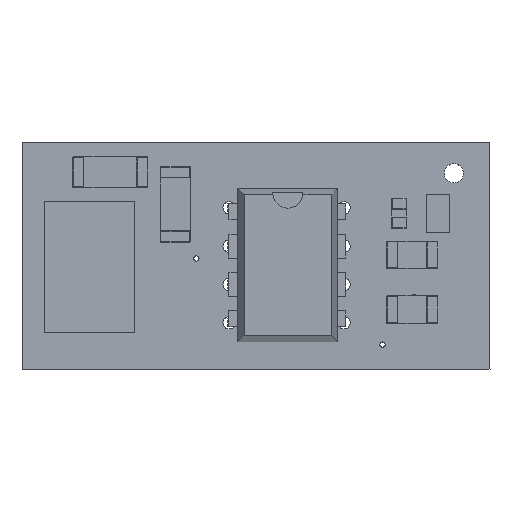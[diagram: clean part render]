
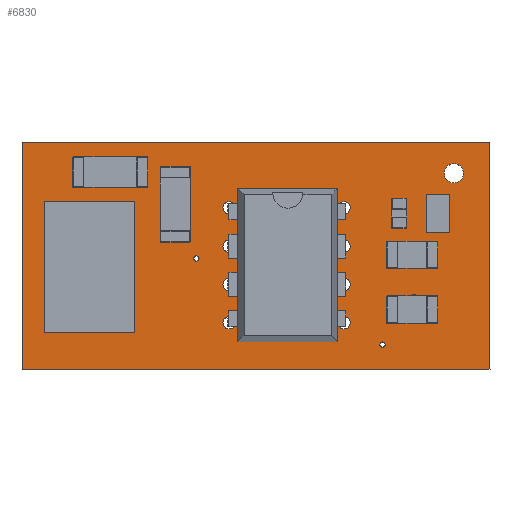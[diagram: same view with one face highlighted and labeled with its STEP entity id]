
A CAD part, top view. The second image highlights one B-rep face of the part: STEP entity #6830.
In plain terms, the highlighted planar face has unit normal (0, 0, 1).
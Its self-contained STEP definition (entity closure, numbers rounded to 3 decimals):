
#160=FACE_BOUND('',#878,.T.);
#161=FACE_BOUND('',#879,.T.);
#162=FACE_BOUND('',#880,.T.);
#163=FACE_BOUND('',#881,.T.);
#164=FACE_BOUND('',#882,.T.);
#165=FACE_BOUND('',#883,.T.);
#166=FACE_BOUND('',#884,.T.);
#167=FACE_BOUND('',#885,.T.);
#168=FACE_BOUND('',#886,.T.);
#169=FACE_BOUND('',#887,.T.);
#170=FACE_BOUND('',#888,.T.);
#171=FACE_BOUND('',#889,.T.);
#172=FACE_BOUND('',#890,.T.);
#173=FACE_BOUND('',#891,.T.);
#174=FACE_BOUND('',#892,.T.);
#175=FACE_BOUND('',#893,.T.);
#176=FACE_BOUND('',#894,.T.);
#177=FACE_BOUND('',#895,.T.);
#178=FACE_BOUND('',#896,.T.);
#220=PLANE('',#7409);
#448=FACE_OUTER_BOUND('',#877,.T.);
#877=EDGE_LOOP('',(#4478,#4479,#4480,#4481));
#878=EDGE_LOOP('',(#4482));
#879=EDGE_LOOP('',(#4483));
#880=EDGE_LOOP('',(#4484));
#881=EDGE_LOOP('',(#4485));
#882=EDGE_LOOP('',(#4486));
#883=EDGE_LOOP('',(#4487));
#884=EDGE_LOOP('',(#4488));
#885=EDGE_LOOP('',(#4489));
#886=EDGE_LOOP('',(#4490));
#887=EDGE_LOOP('',(#4491));
#888=EDGE_LOOP('',(#4492));
#889=EDGE_LOOP('',(#4493));
#890=EDGE_LOOP('',(#4494));
#891=EDGE_LOOP('',(#4495));
#892=EDGE_LOOP('',(#4496));
#893=EDGE_LOOP('',(#4497));
#894=EDGE_LOOP('',(#4498));
#895=EDGE_LOOP('',(#4499));
#896=EDGE_LOOP('',(#4500));
#1360=LINE('',#10314,#2009);
#1363=LINE('',#10320,#2012);
#1366=LINE('',#10326,#2015);
#1369=LINE('',#10330,#2018);
#2009=VECTOR('',#8220,10.);
#2012=VECTOR('',#8225,10.);
#2015=VECTOR('',#8230,10.);
#2018=VECTOR('',#8235,10.);
#2638=CIRCLE('',#7350,0.35);
#2640=CIRCLE('',#7353,0.75);
#2642=CIRCLE('',#7356,0.407);
#2644=CIRCLE('',#7359,0.407);
#2646=CIRCLE('',#7362,0.175);
#2648=CIRCLE('',#7365,0.407);
#2650=CIRCLE('',#7368,0.175);
#2652=CIRCLE('',#7371,0.175);
#2654=CIRCLE('',#7374,0.175);
#2656=CIRCLE('',#7377,0.175);
#2658=CIRCLE('',#7380,0.175);
#2660=CIRCLE('',#7383,0.407);
#2662=CIRCLE('',#7386,0.407);
#2664=CIRCLE('',#7389,0.407);
#2666=CIRCLE('',#7392,0.407);
#2668=CIRCLE('',#7395,0.407);
#2670=CIRCLE('',#7398,0.75);
#2672=CIRCLE('',#7401,0.35);
#2673=CIRCLE('',#7403,0.635);
#2918=VERTEX_POINT('',#10196);
#2920=VERTEX_POINT('',#10202);
#2922=VERTEX_POINT('',#10208);
#2924=VERTEX_POINT('',#10214);
#2926=VERTEX_POINT('',#10220);
#2928=VERTEX_POINT('',#10226);
#2930=VERTEX_POINT('',#10232);
#2932=VERTEX_POINT('',#10238);
#2934=VERTEX_POINT('',#10244);
#2936=VERTEX_POINT('',#10250);
#2938=VERTEX_POINT('',#10256);
#2940=VERTEX_POINT('',#10262);
#2942=VERTEX_POINT('',#10268);
#2944=VERTEX_POINT('',#10274);
#2946=VERTEX_POINT('',#10280);
#2948=VERTEX_POINT('',#10286);
#2950=VERTEX_POINT('',#10292);
#2952=VERTEX_POINT('',#10298);
#2953=VERTEX_POINT('',#10302);
#2957=VERTEX_POINT('',#10311);
#2958=VERTEX_POINT('',#10313);
#2960=VERTEX_POINT('',#10319);
#2962=VERTEX_POINT('',#10325);
#3457=EDGE_CURVE('',#2918,#2918,#2638,.T.);
#3460=EDGE_CURVE('',#2920,#2920,#2640,.T.);
#3463=EDGE_CURVE('',#2922,#2922,#2642,.T.);
#3466=EDGE_CURVE('',#2924,#2924,#2644,.T.);
#3469=EDGE_CURVE('',#2926,#2926,#2646,.T.);
#3472=EDGE_CURVE('',#2928,#2928,#2648,.T.);
#3475=EDGE_CURVE('',#2930,#2930,#2650,.T.);
#3478=EDGE_CURVE('',#2932,#2932,#2652,.T.);
#3481=EDGE_CURVE('',#2934,#2934,#2654,.T.);
#3484=EDGE_CURVE('',#2936,#2936,#2656,.T.);
#3487=EDGE_CURVE('',#2938,#2938,#2658,.T.);
#3490=EDGE_CURVE('',#2940,#2940,#2660,.T.);
#3493=EDGE_CURVE('',#2942,#2942,#2662,.T.);
#3496=EDGE_CURVE('',#2944,#2944,#2664,.T.);
#3499=EDGE_CURVE('',#2946,#2946,#2666,.T.);
#3502=EDGE_CURVE('',#2948,#2948,#2668,.T.);
#3505=EDGE_CURVE('',#2950,#2950,#2670,.T.);
#3508=EDGE_CURVE('',#2952,#2952,#2672,.T.);
#3509=EDGE_CURVE('',#2953,#2953,#2673,.T.);
#3514=EDGE_CURVE('',#2958,#2957,#1360,.T.);
#3517=EDGE_CURVE('',#2960,#2958,#1363,.T.);
#3520=EDGE_CURVE('',#2962,#2960,#1366,.T.);
#3523=EDGE_CURVE('',#2957,#2962,#1369,.T.);
#4478=ORIENTED_EDGE('',*,*,#3523,.T.);
#4479=ORIENTED_EDGE('',*,*,#3520,.T.);
#4480=ORIENTED_EDGE('',*,*,#3517,.T.);
#4481=ORIENTED_EDGE('',*,*,#3514,.T.);
#4482=ORIENTED_EDGE('',*,*,#3457,.T.);
#4483=ORIENTED_EDGE('',*,*,#3460,.T.);
#4484=ORIENTED_EDGE('',*,*,#3463,.T.);
#4485=ORIENTED_EDGE('',*,*,#3466,.T.);
#4486=ORIENTED_EDGE('',*,*,#3469,.T.);
#4487=ORIENTED_EDGE('',*,*,#3472,.T.);
#4488=ORIENTED_EDGE('',*,*,#3475,.T.);
#4489=ORIENTED_EDGE('',*,*,#3478,.T.);
#4490=ORIENTED_EDGE('',*,*,#3481,.T.);
#4491=ORIENTED_EDGE('',*,*,#3484,.T.);
#4492=ORIENTED_EDGE('',*,*,#3487,.T.);
#4493=ORIENTED_EDGE('',*,*,#3490,.T.);
#4494=ORIENTED_EDGE('',*,*,#3493,.T.);
#4495=ORIENTED_EDGE('',*,*,#3496,.T.);
#4496=ORIENTED_EDGE('',*,*,#3499,.T.);
#4497=ORIENTED_EDGE('',*,*,#3502,.T.);
#4498=ORIENTED_EDGE('',*,*,#3505,.T.);
#4499=ORIENTED_EDGE('',*,*,#3508,.T.);
#4500=ORIENTED_EDGE('',*,*,#3509,.T.);
#6830=ADVANCED_FACE('',(#448,#160,#161,#162,#163,#164,#165,#166,#167,#168,
#169,#170,#171,#172,#173,#174,#175,#176,#177,#178),#220,.T.);
#7350=AXIS2_PLACEMENT_3D('',#10198,#8088,#8089);
#7353=AXIS2_PLACEMENT_3D('',#10204,#8095,#8096);
#7356=AXIS2_PLACEMENT_3D('',#10210,#8102,#8103);
#7359=AXIS2_PLACEMENT_3D('',#10216,#8109,#8110);
#7362=AXIS2_PLACEMENT_3D('',#10222,#8116,#8117);
#7365=AXIS2_PLACEMENT_3D('',#10228,#8123,#8124);
#7368=AXIS2_PLACEMENT_3D('',#10234,#8130,#8131);
#7371=AXIS2_PLACEMENT_3D('',#10240,#8137,#8138);
#7374=AXIS2_PLACEMENT_3D('',#10246,#8144,#8145);
#7377=AXIS2_PLACEMENT_3D('',#10252,#8151,#8152);
#7380=AXIS2_PLACEMENT_3D('',#10258,#8158,#8159);
#7383=AXIS2_PLACEMENT_3D('',#10264,#8165,#8166);
#7386=AXIS2_PLACEMENT_3D('',#10270,#8172,#8173);
#7389=AXIS2_PLACEMENT_3D('',#10276,#8179,#8180);
#7392=AXIS2_PLACEMENT_3D('',#10282,#8186,#8187);
#7395=AXIS2_PLACEMENT_3D('',#10288,#8193,#8194);
#7398=AXIS2_PLACEMENT_3D('',#10294,#8200,#8201);
#7401=AXIS2_PLACEMENT_3D('',#10300,#8207,#8208);
#7403=AXIS2_PLACEMENT_3D('',#10303,#8211,#8212);
#7409=AXIS2_PLACEMENT_3D('',#10331,#8236,#8237);
#8088=DIRECTION('center_axis',(0.,0.,-1.));
#8089=DIRECTION('ref_axis',(1.,0.,0.));
#8095=DIRECTION('center_axis',(0.,0.,-1.));
#8096=DIRECTION('ref_axis',(1.,0.,0.));
#8102=DIRECTION('center_axis',(0.,0.,-1.));
#8103=DIRECTION('ref_axis',(1.,0.,0.));
#8109=DIRECTION('center_axis',(0.,0.,-1.));
#8110=DIRECTION('ref_axis',(1.,0.,0.));
#8116=DIRECTION('center_axis',(0.,0.,-1.));
#8117=DIRECTION('ref_axis',(1.,0.,0.));
#8123=DIRECTION('center_axis',(0.,0.,-1.));
#8124=DIRECTION('ref_axis',(1.,0.,0.));
#8130=DIRECTION('center_axis',(0.,0.,-1.));
#8131=DIRECTION('ref_axis',(1.,0.,0.));
#8137=DIRECTION('center_axis',(0.,0.,-1.));
#8138=DIRECTION('ref_axis',(1.,0.,0.));
#8144=DIRECTION('center_axis',(0.,0.,-1.));
#8145=DIRECTION('ref_axis',(1.,0.,0.));
#8151=DIRECTION('center_axis',(0.,0.,-1.));
#8152=DIRECTION('ref_axis',(1.,0.,0.));
#8158=DIRECTION('center_axis',(0.,0.,-1.));
#8159=DIRECTION('ref_axis',(1.,0.,0.));
#8165=DIRECTION('center_axis',(0.,0.,-1.));
#8166=DIRECTION('ref_axis',(1.,0.,0.));
#8172=DIRECTION('center_axis',(0.,0.,-1.));
#8173=DIRECTION('ref_axis',(1.,0.,0.));
#8179=DIRECTION('center_axis',(0.,0.,-1.));
#8180=DIRECTION('ref_axis',(1.,0.,0.));
#8186=DIRECTION('center_axis',(0.,0.,-1.));
#8187=DIRECTION('ref_axis',(1.,0.,0.));
#8193=DIRECTION('center_axis',(0.,0.,-1.));
#8194=DIRECTION('ref_axis',(1.,0.,0.));
#8200=DIRECTION('center_axis',(0.,0.,-1.));
#8201=DIRECTION('ref_axis',(1.,0.,0.));
#8207=DIRECTION('center_axis',(0.,0.,-1.));
#8208=DIRECTION('ref_axis',(1.,0.,0.));
#8211=DIRECTION('center_axis',(0.,0.,-1.));
#8212=DIRECTION('ref_axis',(1.,0.,0.));
#8220=DIRECTION('',(-1.,-0.001,0.));
#8225=DIRECTION('',(-0.004,1.,0.));
#8230=DIRECTION('',(1.,0.001,0.));
#8235=DIRECTION('',(0.002,-1.,0.));
#8236=DIRECTION('center_axis',(0.,0.,1.));
#8237=DIRECTION('ref_axis',(1.,0.,0.));
#10196=CARTESIAN_POINT('',(56.705,52.187,1.57));
#10198=CARTESIAN_POINT('Origin',(57.055,52.187,1.57));
#10202=CARTESIAN_POINT('',(53.405,46.162,1.57));
#10204=CARTESIAN_POINT('Origin',(54.155,46.162,1.57));
#10208=CARTESIAN_POINT('',(70.869,48.622,1.57));
#10210=CARTESIAN_POINT('Origin',(71.275,48.622,1.57));
#10214=CARTESIAN_POINT('',(63.249,48.622,1.57));
#10216=CARTESIAN_POINT('Origin',(63.655,48.622,1.57));
#10220=CARTESIAN_POINT('',(73.646,44.64,1.57));
#10222=CARTESIAN_POINT('Origin',(73.821,44.64,1.57));
#10226=CARTESIAN_POINT('',(63.249,51.162,1.57));
#10228=CARTESIAN_POINT('Origin',(63.655,51.162,1.57));
#10232=CARTESIAN_POINT('',(55.738,48.404,1.57));
#10234=CARTESIAN_POINT('Origin',(55.913,48.404,1.57));
#10238=CARTESIAN_POINT('',(75.495,50.273,1.57));
#10240=CARTESIAN_POINT('Origin',(75.67,50.273,1.57));
#10244=CARTESIAN_POINT('',(66.418,47.303,1.57));
#10246=CARTESIAN_POINT('Origin',(66.593,47.303,1.57));
#10250=CARTESIAN_POINT('',(75.719,47.779,1.57));
#10252=CARTESIAN_POINT('Origin',(75.894,47.779,1.57));
#10256=CARTESIAN_POINT('',(61.315,50.345,1.57));
#10258=CARTESIAN_POINT('Origin',(61.49,50.345,1.57));
#10262=CARTESIAN_POINT('',(63.249,53.702,1.57));
#10264=CARTESIAN_POINT('Origin',(63.655,53.702,1.57));
#10268=CARTESIAN_POINT('',(70.869,51.162,1.57));
#10270=CARTESIAN_POINT('Origin',(71.275,51.162,1.57));
#10274=CARTESIAN_POINT('',(70.869,53.702,1.57));
#10276=CARTESIAN_POINT('Origin',(71.275,53.702,1.57));
#10280=CARTESIAN_POINT('',(63.249,46.082,1.57));
#10282=CARTESIAN_POINT('Origin',(63.655,46.082,1.57));
#10286=CARTESIAN_POINT('',(70.869,46.082,1.57));
#10288=CARTESIAN_POINT('Origin',(71.275,46.082,1.57));
#10292=CARTESIAN_POINT('',(53.405,53.362,1.57));
#10294=CARTESIAN_POINT('Origin',(54.155,53.362,1.57));
#10298=CARTESIAN_POINT('',(56.705,47.337,1.57));
#10300=CARTESIAN_POINT('Origin',(57.055,47.337,1.57));
#10302=CARTESIAN_POINT('',(77.921,55.99,1.57));
#10303=CARTESIAN_POINT('Origin',(78.556,55.99,1.57));
#10311=CARTESIAN_POINT('',(49.935,58.02,1.57));
#10313=CARTESIAN_POINT('',(80.883,58.052,1.57));
#10314=CARTESIAN_POINT('',(80.883,58.052,1.57));
#10319=CARTESIAN_POINT('',(80.945,43.009,1.57));
#10320=CARTESIAN_POINT('',(80.945,43.009,1.57));
#10325=CARTESIAN_POINT('',(49.961,42.97,1.57));
#10326=CARTESIAN_POINT('',(49.961,42.97,1.57));
#10330=CARTESIAN_POINT('',(49.935,58.02,1.57));
#10331=CARTESIAN_POINT('Origin',(65.44,50.511,1.57));
